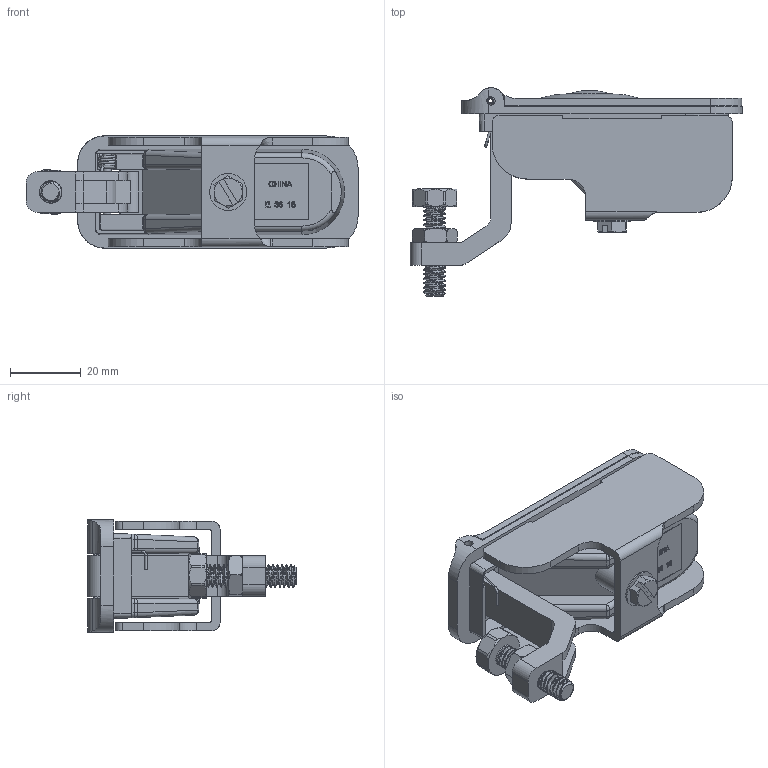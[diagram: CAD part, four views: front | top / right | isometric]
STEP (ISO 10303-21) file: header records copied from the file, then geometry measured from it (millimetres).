
FILE_DESCRIPTION(/* description */ (''),/* implementation_level */ '2;1');
FILE_NAME(/* name */ '17134 C.stp',/* time_stamp */ '2022-09-14T09:30:38-04:00',/* author */ ('RBernot'),/* organization */ ('Eberhard Manufacturing Company'),/* preprocessor_version */ 'ST-DEVELOPER v18.1',/* originating_system */ 'Autodesk Inventor 2022',/* authorisation */ '');
FILE_SCHEMA (('AUTOMOTIVE_DESIGN { 1 0 10303 214 3 1 1 }'));
Length unit declared in the file: inch
Products named in the file (1): 17134
Bounding box: 93.98 x 59 x 31.75 mm (x, y, z)
Volume: 36092.6 mm3; surface area: 31109.2 mm2
Topology: 1 solids, 2 shells, 731 faces, 2001 edges, 1302 vertices
Faces by surface type: plane 348, cylinder 199, bspline 86, torus 40, cone 37, sphere 21
Full cylindrical faces by diameter (mm): 0.635 x4, 1.587 x1, 2.362 x2, 2.54 x1, 3.175 x2, 3.683 x1, 4.7 x19, 4.826 x1, 4.978 x5, 6.35 x13, 9.525 x1, 10.516 x1, 12.7 x1, 12.954 x1
Entity records: 31277 total; most frequent: CARTESIAN_POINT 12540, ORIENTED_EDGE 4002, DIRECTION 3383, EDGE_CURVE 2001, VERTEX_POINT 1300, AXIS2_PLACEMENT_3D 1157, LINE 1069, VECTOR 1069
